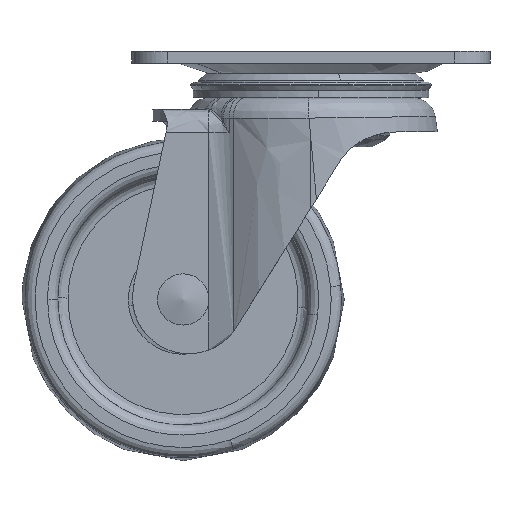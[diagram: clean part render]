
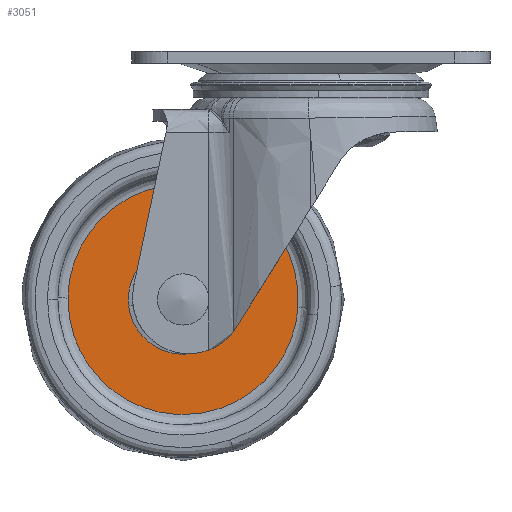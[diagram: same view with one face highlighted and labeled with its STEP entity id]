
A CAD part, front view. The second image highlights one B-rep face of the part: STEP entity #3051.
In plain terms, the highlighted free-form (B-spline) face has degree [1, 1] with [2, 2] control points.
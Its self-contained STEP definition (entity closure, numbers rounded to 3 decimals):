
#1386=CARTESIAN_POINT('',(-35.63,-5.0,-49.782));
#1387=VERTEX_POINT('',#1386);
#1401=CARTESIAN_POINT('',(-25.0,-5.0,-59.207));
#1402=VERTEX_POINT('',#1401);
#1403=CARTESIAN_POINT('',(-35.63,-5.0,-49.782));
#1404=CARTESIAN_POINT('',(-34.493,-5.0,-59.207));
#1405=CARTESIAN_POINT('',(-25.0,-5.0,-59.207));
#1413=(BOUNDED_CURVE()B_SPLINE_CURVE(2,(#1403,#1404,#1405),.UNSPECIFIED.,.F.,.U.)B_SPLINE_CURVE_WITH_KNOTS((3,3),(0.771,1.0),.UNSPECIFIED.)CURVE()GEOMETRIC_REPRESENTATION_ITEM()RATIONAL_B_SPLINE_CURVE((0.955,0.731,1.0))REPRESENTATION_ITEM(''));
#1414=EDGE_CURVE('',#1387,#1402,#1413,.T.);
#1416=CARTESIAN_POINT('',(-14.314,-5.0,-47.828));
#1417=VERTEX_POINT('',#1416);
#1418=CARTESIAN_POINT('',(-25.0,-5.0,-59.207));
#1419=CARTESIAN_POINT('',(-14.292,-5.,-59.207));
#1420=CARTESIAN_POINT('',(-14.292,-5.0,-48.5));
#1421=CARTESIAN_POINT('',(-14.292,-5.0,-48.163));
#1422=CARTESIAN_POINT('',(-14.314,-5.,-47.828));
#1430=(BOUNDED_CURVE()B_SPLINE_CURVE(2,(#1418,#1419,#1420,#1421,#1422),.UNSPECIFIED.,.F.,.U.)B_SPLINE_CURVE_WITH_KNOTS((3,2,3),(0.0,0.25,0.261),.UNSPECIFIED.)CURVE()GEOMETRIC_REPRESENTATION_ITEM()RATIONAL_B_SPLINE_CURVE((1.0,0.707,1.0,0.987,0.975))REPRESENTATION_ITEM(''));
#1431=EDGE_CURVE('',#1402,#1417,#1430,.T.);
#1483=CARTESIAN_POINT('',(-25.0,-5.0,-37.792));
#1484=VERTEX_POINT('',#1483);
#1485=CARTESIAN_POINT('',(-14.314,-5.0,-47.828));
#1486=CARTESIAN_POINT('',(-14.945,-5.,-37.792));
#1487=CARTESIAN_POINT('',(-25.0,-5.0,-37.792));
#1495=(BOUNDED_CURVE()B_SPLINE_CURVE(2,(#1485,#1486,#1487),.UNSPECIFIED.,.F.,.U.)B_SPLINE_CURVE_WITH_KNOTS((3,3),(0.261,0.5),.UNSPECIFIED.)CURVE()GEOMETRIC_REPRESENTATION_ITEM()RATIONAL_B_SPLINE_CURVE((0.975,0.72,1.0))REPRESENTATION_ITEM(''));
#1496=EDGE_CURVE('',#1417,#1484,#1495,.T.);
#1498=CARTESIAN_POINT('',(-25.0,-5.0,-37.792));
#1499=CARTESIAN_POINT('',(-35.708,-5.,-37.792));
#1500=CARTESIAN_POINT('',(-35.708,-5.0,-48.5));
#1501=CARTESIAN_POINT('',(-35.708,-5.0,-49.143));
#1502=CARTESIAN_POINT('',(-35.63,-5.,-49.782));
#1510=(BOUNDED_CURVE()B_SPLINE_CURVE(2,(#1498,#1499,#1500,#1501,#1502),.UNSPECIFIED.,.F.,.U.)B_SPLINE_CURVE_WITH_KNOTS((3,2,3),(0.5,0.75,0.771),.UNSPECIFIED.)CURVE()GEOMETRIC_REPRESENTATION_ITEM()RATIONAL_B_SPLINE_CURVE((1.0,0.707,1.0,0.976,0.955))REPRESENTATION_ITEM(''));
#1511=EDGE_CURVE('',#1484,#1387,#1510,.T.);
#1547=CARTESIAN_POINT('',(-2.555,-5.0,-50.069));
#1548=VERTEX_POINT('',#1547);
#1549=CARTESIAN_POINT('',(-25.0,-5.0,-26.));
#1550=VERTEX_POINT('',#1549);
#1551=CARTESIAN_POINT('',(-2.555,-5.,-50.069));
#1552=CARTESIAN_POINT('',(-2.5,-5.,-49.285));
#1553=CARTESIAN_POINT('',(-2.5,-5.0,-48.5));
#1554=CARTESIAN_POINT('',(-2.5,-5.,-26.));
#1555=CARTESIAN_POINT('',(-25.0,-5.0,-26.));
#1563=(BOUNDED_CURVE()B_SPLINE_CURVE(2,(#1551,#1552,#1553,#1554,#1555),.UNSPECIFIED.,.F.,.U.)B_SPLINE_CURVE_WITH_KNOTS((3,2,3),(0.238,0.25,0.5),.UNSPECIFIED.)CURVE()GEOMETRIC_REPRESENTATION_ITEM()RATIONAL_B_SPLINE_CURVE((0.973,0.986,1.0,0.707,1.0))REPRESENTATION_ITEM(''));
#1564=EDGE_CURVE('',#1548,#1550,#1563,.T.);
#1583=CARTESIAN_POINT('',(-47.498,-5.,-48.217));
#1584=VERTEX_POINT('',#1583);
#1598=CARTESIAN_POINT('',(-25.0,-5.0,-26.));
#1599=CARTESIAN_POINT('',(-47.219,-5.0,-26.));
#1600=CARTESIAN_POINT('',(-47.498,-5.,-48.217));
#1608=(BOUNDED_CURVE()B_SPLINE_CURVE(2,(#1598,#1599,#1600),.UNSPECIFIED.,.F.,.U.)B_SPLINE_CURVE_WITH_KNOTS((3,3),(0.5,0.748),.UNSPECIFIED.)CURVE()GEOMETRIC_REPRESENTATION_ITEM()RATIONAL_B_SPLINE_CURVE((1.0,0.71,0.995))REPRESENTATION_ITEM(''));
#1609=EDGE_CURVE('',#1550,#1584,#1608,.T.);
#1637=CARTESIAN_POINT('',(-25.0,-5.0,-71.));
#1638=VERTEX_POINT('',#1637);
#1639=CARTESIAN_POINT('',(-25.0,-5.0,-71.));
#1640=CARTESIAN_POINT('',(-4.018,-5.,-71.));
#1641=CARTESIAN_POINT('',(-2.555,-5.,-50.069));
#1649=(BOUNDED_CURVE()B_SPLINE_CURVE(2,(#1639,#1640,#1641),.UNSPECIFIED.,.F.,.U.)B_SPLINE_CURVE_WITH_KNOTS((3,3),(0.0,0.238),.UNSPECIFIED.)CURVE()GEOMETRIC_REPRESENTATION_ITEM()RATIONAL_B_SPLINE_CURVE((1.0,0.721,0.973))REPRESENTATION_ITEM(''));
#1650=EDGE_CURVE('',#1638,#1548,#1649,.T.);
#1652=CARTESIAN_POINT('',(-47.498,-5.,-48.217));
#1653=CARTESIAN_POINT('',(-47.5,-5.0,-48.359));
#1654=CARTESIAN_POINT('',(-47.5,-5.0,-48.5));
#1655=CARTESIAN_POINT('',(-47.5,-5.,-71.));
#1656=CARTESIAN_POINT('',(-25.0,-5.0,-71.));
#1664=(BOUNDED_CURVE()B_SPLINE_CURVE(2,(#1652,#1653,#1654,#1655,#1656),.UNSPECIFIED.,.F.,.U.)B_SPLINE_CURVE_WITH_KNOTS((3,2,3),(0.748,0.75,1.0),.UNSPECIFIED.)CURVE()GEOMETRIC_REPRESENTATION_ITEM()RATIONAL_B_SPLINE_CURVE((0.995,0.997,1.0,0.707,1.0))REPRESENTATION_ITEM(''));
#1665=EDGE_CURVE('',#1584,#1638,#1664,.T.);
#3034=CARTESIAN_POINT('',(-49.746,-5.0,-73.248));
#3035=CARTESIAN_POINT('',(-49.746,-5.0,-23.752));
#3036=CARTESIAN_POINT('',(-0.255,-5.0,-73.248));
#3037=CARTESIAN_POINT('',(-0.255,-5.0,-23.752));
#3038=B_SPLINE_SURFACE_WITH_KNOTS('',1,1,((#3034,#3036),(#3035,#3037)),.UNSPECIFIED.,.F.,.F.,.U.,(2,2),(2,2),(0.0,49.495),(0.0,49.491),.UNSPECIFIED.);
#3039=ORIENTED_EDGE('',*,*,#1650,.T.);
#3040=ORIENTED_EDGE('',*,*,#1564,.T.);
#3041=ORIENTED_EDGE('',*,*,#1609,.T.);
#3042=ORIENTED_EDGE('',*,*,#1665,.T.);
#3043=EDGE_LOOP('',(#3039,#3040,#3041,#3042));
#3044=FACE_OUTER_BOUND('',#3043,.T.);
#3045=ORIENTED_EDGE('',*,*,#1431,.F.);
#3046=ORIENTED_EDGE('',*,*,#1414,.F.);
#3047=ORIENTED_EDGE('',*,*,#1511,.F.);
#3048=ORIENTED_EDGE('',*,*,#1496,.F.);
#3049=EDGE_LOOP('',(#3045,#3046,#3047,#3048));
#3050=FACE_BOUND('',#3049,.T.);
#3051=ADVANCED_FACE('',(#3044,#3050),#3038,.F.);
